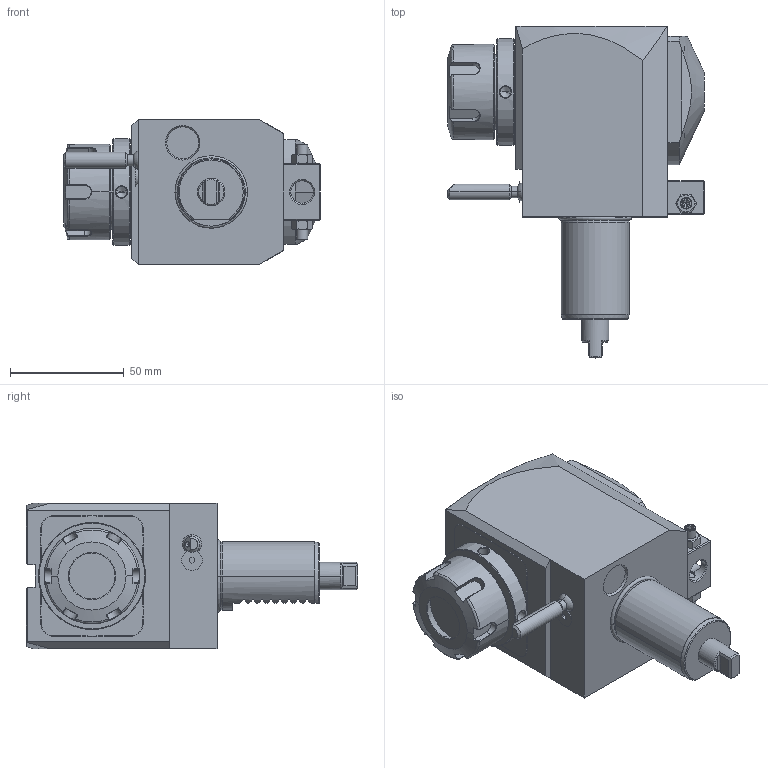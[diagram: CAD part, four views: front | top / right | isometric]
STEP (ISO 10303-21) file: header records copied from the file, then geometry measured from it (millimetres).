
FILE_DESCRIPTION((''),'2;1');
FILE_NAME('NGT1_30_221_25_1_2_55','2020-04-30T',('Vali'),('NOVA GRUP'),'PRO/ENGINEER BY PARAMETRIC TECHNOLOGY CORPORATION, 2010280','PRO/ENGINEER BY PARAMETRIC TECHNOLOGY CORPORATION, 2010280','');
FILE_SCHEMA(('CONFIG_CONTROL_DESIGN'));
Length unit declared in the file: millimetre
Products named in the file (1): NGT1_30_221_25_1_2_55
Bounding box: 112.88 x 146 x 64 mm (x, y, z)
Volume: 449237.7 mm3; surface area: 47230.6 mm2
Topology: 1 solids, 1 shells, 426 faces, 1058 edges, 644 vertices
Faces by surface type: plane 187, cylinder 88, cone 79, bspline 56, torus 14, sphere 2
Entity records: 17741 total; most frequent: CARTESIAN_POINT 8299, ORIENTED_EDGE 2076, DIRECTION 1714, EDGE_CURVE 1038, VERTEX_POINT 644, AXIS2_PLACEMENT_3D 600, VECTOR 514, LINE 514
